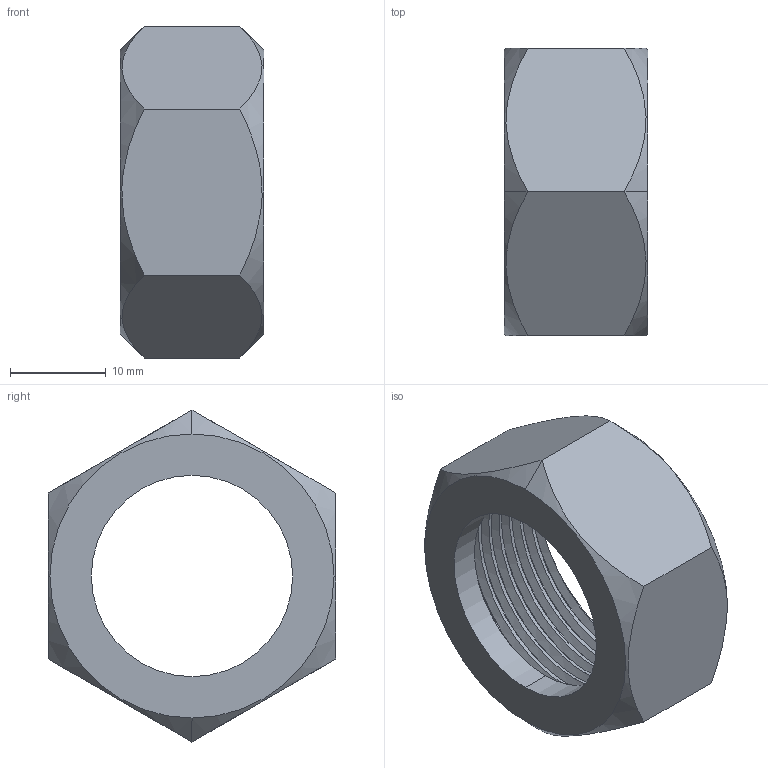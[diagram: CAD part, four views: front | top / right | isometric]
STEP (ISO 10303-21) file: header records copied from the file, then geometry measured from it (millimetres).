
FILE_DESCRIPTION (( 'STEP AP203' ), '1' );
FILE_NAME ('R-131-M_M26x1,5_17106720.STEP', '2024-09-03T09:11:25', ( '' ), ( '' ), 'SwSTEP 2.0', 'SolidWorks 2024', '' );
FILE_SCHEMA (( 'CONFIG_CONTROL_DESIGN' ));
Length unit declared in the file: millimetre
Products named in the file (1): R-131-M_M26x1,5_17106720
Bounding box: 15 x 30 x 34.64 mm (x, y, z)
Volume: 3778.7 mm3; surface area: 4203.4 mm2
Topology: 1 solids, 1 shells, 38 faces, 98 edges, 63 vertices
Faces by surface type: cylinder 20, plane 10, cone 4, bspline 4
Entity records: 3062 total; most frequent: CARTESIAN_POINT 2199, ORIENTED_EDGE 196, DIRECTION 129, EDGE_CURVE 98, VERTEX_POINT 63, AXIS2_PLACEMENT_3D 48, EDGE_LOOP 41, FACE_OUTER_BOUND 38
